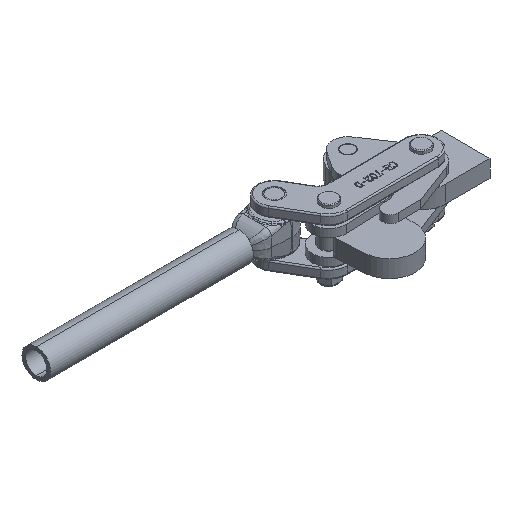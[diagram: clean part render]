
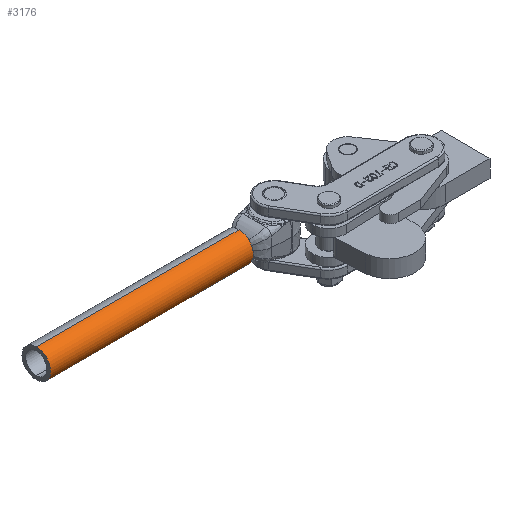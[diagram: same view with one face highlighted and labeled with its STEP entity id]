
A CAD part, isometric view. The second image highlights one B-rep face of the part: STEP entity #3176.
In plain terms, the highlighted cylindrical face has radius 10.75 mm (diameter 21.5 mm), a partial arc.
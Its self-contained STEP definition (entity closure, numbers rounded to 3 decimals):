
#3176 = ADVANCED_FACE ( 'NONE', ( #25651 ), #50231, .T. ) ;
#3209 = DIRECTION ( 'NONE',  ( 0., 1., 0. ) ) ;
#5682 = VERTEX_POINT ( 'NONE', #23176 ) ;
#6796 = DIRECTION ( 'NONE',  ( 0., 0., 1. ) ) ;
#7674 = EDGE_CURVE ( 'NONE', #37301, #20386, #40803, .T. ) ;
#12516 = EDGE_CURVE ( 'NONE', #5682, #37301, #58146, .T. ) ;
#14675 = VECTOR ( 'NONE', #34956, 1000. ) ;
#15073 = VERTEX_POINT ( 'NONE', #24506 ) ;
#16722 = DIRECTION ( 'NONE',  ( 0., 1., 0. ) ) ;
#16782 = ORIENTED_EDGE ( 'NONE', *, *, #44415, .F. ) ;
#17097 = ORIENTED_EDGE ( 'NONE', *, *, #45041, .F. ) ;
#20386 = VERTEX_POINT ( 'NONE', #21127 ) ;
#20583 = DIRECTION ( 'NONE',  ( 0., 1., 0. ) ) ;
#21127 = CARTESIAN_POINT ( 'NONE',  ( 0., -26.5, -10.75 ) ) ;
#21741 = CIRCLE ( 'NONE', #34629, 10.75 ) ;
#23176 = CARTESIAN_POINT ( 'NONE',  ( 0., -178.9, 10.75 ) ) ;
#23333 = LINE ( 'NONE', #24569, #61055 ) ;
#24506 = CARTESIAN_POINT ( 'NONE',  ( 0., -26.5, 10.75 ) ) ;
#24569 = CARTESIAN_POINT ( 'NONE',  ( 0., -178.9, 10.75 ) ) ;
#25651 = FACE_OUTER_BOUND ( 'NONE', #36865, .T. ) ;
#29483 = DIRECTION ( 'NONE',  ( 0., 1., 0. ) ) ;
#32686 = CARTESIAN_POINT ( 'NONE',  ( 0., -178.9, 0. ) ) ;
#34629 = AXIS2_PLACEMENT_3D ( 'NONE', #49990, #20583, #54937 ) ;
#34956 = DIRECTION ( 'NONE',  ( 0., 1., 0. ) ) ;
#36865 = EDGE_LOOP ( 'NONE', ( #42047, #59962, #17097, #16782 ) ) ;
#37301 = VERTEX_POINT ( 'NONE', #56528 ) ;
#37616 = DIRECTION ( 'NONE',  ( 0., 0., 1. ) ) ;
#39699 = CARTESIAN_POINT ( 'NONE',  ( 0., -178.9, -10.75 ) ) ;
#40803 = LINE ( 'NONE', #39699, #14675 ) ;
#42047 = ORIENTED_EDGE ( 'NONE', *, *, #12516, .T. ) ;
#42657 = AXIS2_PLACEMENT_3D ( 'NONE', #32686, #3209, #37616 ) ;
#44415 = EDGE_CURVE ( 'NONE', #5682, #15073, #23333, .T. ) ;
#45041 = EDGE_CURVE ( 'NONE', #15073, #20386, #21741, .T. ) ;
#46137 = CARTESIAN_POINT ( 'NONE',  ( 0., -178.9, 0. ) ) ;
#49990 = CARTESIAN_POINT ( 'NONE',  ( 0., -26.5, 0. ) ) ;
#50231 = CYLINDRICAL_SURFACE ( 'NONE', #62955, 10.75 ) ;
#54937 = DIRECTION ( 'NONE',  ( 0., 0., 1. ) ) ;
#56528 = CARTESIAN_POINT ( 'NONE',  ( 0., -178.9, -10.75 ) ) ;
#58146 = CIRCLE ( 'NONE', #42657, 10.75 ) ;
#59962 = ORIENTED_EDGE ( 'NONE', *, *, #7674, .T. ) ;
#61055 = VECTOR ( 'NONE', #29483, 1000. ) ;
#62955 = AXIS2_PLACEMENT_3D ( 'NONE', #46137, #16722, #6796 ) ;
